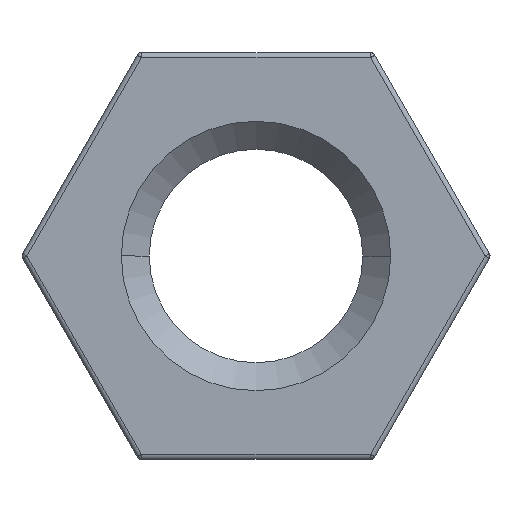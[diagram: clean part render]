
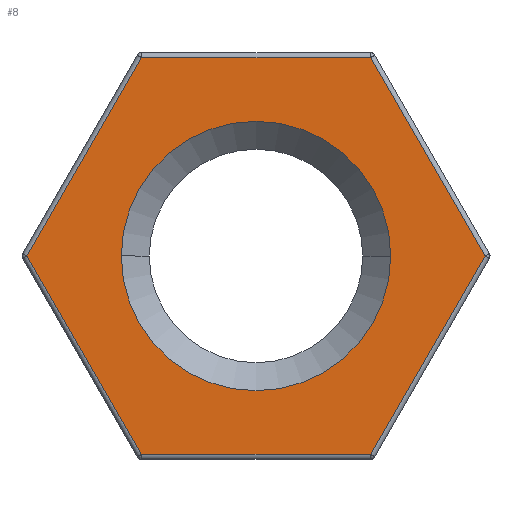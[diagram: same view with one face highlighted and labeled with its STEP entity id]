
A CAD part, left-side view. The second image highlights one B-rep face of the part: STEP entity #8.
In plain terms, the highlighted planar face has unit normal (-1, 0, 0).
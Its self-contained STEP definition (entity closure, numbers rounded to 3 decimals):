
#8 = ADVANCED_FACE ( 'NONE', ( #477, #473 ), #1108, .F. ) ;
#36 = EDGE_CURVE ( 'NONE', #866, #880, #428, .T. ) ;
#39 = VERTEX_POINT ( 'NONE', #366 ) ;
#44 = VECTOR ( 'NONE', #268, 1000. ) ;
#60 = VECTOR ( 'NONE', #668, 1000. ) ;
#78 = AXIS2_PLACEMENT_3D ( 'NONE', #362, #371, #347 ) ;
#79 = LINE ( 'NONE', #660, #60 ) ;
#101 = EDGE_CURVE ( 'NONE', #887, #537, #351, .T. ) ;
#103 = VECTOR ( 'NONE', #317, 1000. ) ;
#113 = LINE ( 'NONE', #323, #103 ) ;
#124 = DIRECTION ( 'NONE',  ( 0., 0.5, 0.866 ) ) ;
#159 = EDGE_CURVE ( 'NONE', #880, #866, #1099, .T. ) ;
#166 = EDGE_CURVE ( 'NONE', #975, #39, #254, .T. ) ;
#180 = EDGE_CURVE ( 'NONE', #674, #887, #216, .T. ) ;
#206 = VECTOR ( 'NONE', #525, 1000. ) ;
#216 = LINE ( 'NONE', #530, #206 ) ;
#218 = EDGE_CURVE ( 'NONE', #555, #975, #113, .T. ) ;
#229 = EDGE_CURVE ( 'NONE', #537, #555, #79, .T. ) ;
#242 = EDGE_CURVE ( 'NONE', #39, #674, #511, .T. ) ;
#251 = VECTOR ( 'NONE', #753, 1000. ) ;
#254 = LINE ( 'NONE', #756, #251 ) ;
#268 = DIRECTION ( 'NONE',  ( 0., -1., 0. ) ) ;
#317 = DIRECTION ( 'NONE',  ( 0., 0.5, -0.866 ) ) ;
#323 = CARTESIAN_POINT ( 'NONE',  ( 0., 3.377, 1.95 ) ) ;
#345 = VECTOR ( 'NONE', #124, 1000. ) ;
#347 = DIRECTION ( 'NONE',  ( 0., 1., 0. ) ) ;
#351 = LINE ( 'NONE', #1266, #345 ) ;
#362 = CARTESIAN_POINT ( 'NONE',  ( 0., 0., 0. ) ) ;
#366 = CARTESIAN_POINT ( 'NONE',  ( 0., 2.252, -3.9 ) ) ;
#371 = DIRECTION ( 'NONE',  ( 1., 0., 0. ) ) ;
#428 = CIRCLE ( 'NONE', #78, 2.65 ) ;
#473 = FACE_BOUND ( 'NONE', #659, .T. ) ;
#477 = FACE_OUTER_BOUND ( 'NONE', #662, .T. ) ;
#511 = LINE ( 'NONE', #651, #44 ) ;
#525 = DIRECTION ( 'NONE',  ( 0., -0.5, 0.866 ) ) ;
#530 = CARTESIAN_POINT ( 'NONE',  ( 0., -3.377, -1.95 ) ) ;
#536 = ORIENTED_EDGE ( 'NONE', *, *, #101, .T. ) ;
#537 = VERTEX_POINT ( 'NONE', #1243 ) ;
#539 = CARTESIAN_POINT ( 'NONE',  ( 0., 2.252, 3.9 ) ) ;
#540 = ORIENTED_EDGE ( 'NONE', *, *, #229, .T. ) ;
#541 = ORIENTED_EDGE ( 'NONE', *, *, #218, .T. ) ;
#546 = ORIENTED_EDGE ( 'NONE', *, *, #166, .T. ) ;
#551 = CARTESIAN_POINT ( 'NONE',  ( 0., -2.65, 0. ) ) ;
#555 = VERTEX_POINT ( 'NONE', #539 ) ;
#557 = ORIENTED_EDGE ( 'NONE', *, *, #180, .T. ) ;
#561 = ORIENTED_EDGE ( 'NONE', *, *, #159, .T. ) ;
#563 = ORIENTED_EDGE ( 'NONE', *, *, #36, .T. ) ;
#617 = ORIENTED_EDGE ( 'NONE', *, *, #242, .T. ) ;
#620 = CARTESIAN_POINT ( 'NONE',  ( 0., 0., 0. ) ) ;
#651 = CARTESIAN_POINT ( 'NONE',  ( 0., 0., -3.9 ) ) ;
#659 = EDGE_LOOP ( 'NONE', ( #561, #563 ) ) ;
#660 = CARTESIAN_POINT ( 'NONE',  ( 0., 0., 3.9 ) ) ;
#662 = EDGE_LOOP ( 'NONE', ( #536, #540, #541, #546, #617, #557 ) ) ;
#668 = DIRECTION ( 'NONE',  ( 0., 1., 0. ) ) ;
#674 = VERTEX_POINT ( 'NONE', #1155 ) ;
#753 = DIRECTION ( 'NONE',  ( 0., -0.5, -0.866 ) ) ;
#756 = CARTESIAN_POINT ( 'NONE',  ( 0., 3.377, -1.95 ) ) ;
#758 = DIRECTION ( 'NONE',  ( 0., 1., 0. ) ) ;
#760 = DIRECTION ( 'NONE',  ( 1., 0., 0. ) ) ;
#763 = CARTESIAN_POINT ( 'NONE',  ( 0., 0., 0. ) ) ;
#816 = CARTESIAN_POINT ( 'NONE',  ( 0., -4.503, 0. ) ) ;
#866 = VERTEX_POINT ( 'NONE', #551 ) ;
#874 = DIRECTION ( 'NONE',  ( 0., 1., 0. ) ) ;
#880 = VERTEX_POINT ( 'NONE', #953 ) ;
#887 = VERTEX_POINT ( 'NONE', #816 ) ;
#936 = DIRECTION ( 'NONE',  ( 1., 0., 0. ) ) ;
#953 = CARTESIAN_POINT ( 'NONE',  ( 0., 2.65, 0. ) ) ;
#959 = CARTESIAN_POINT ( 'NONE',  ( 0., 4.503, 0. ) ) ;
#975 = VERTEX_POINT ( 'NONE', #959 ) ;
#1001 = AXIS2_PLACEMENT_3D ( 'NONE', #763, #760, #758 ) ;
#1099 = CIRCLE ( 'NONE', #1001, 2.65 ) ;
#1108 = PLANE ( 'NONE',  #1171 ) ;
#1155 = CARTESIAN_POINT ( 'NONE',  ( 0., -2.252, -3.9 ) ) ;
#1171 = AXIS2_PLACEMENT_3D ( 'NONE', #620, #936, #874 ) ;
#1243 = CARTESIAN_POINT ( 'NONE',  ( 0., -2.252, 3.9 ) ) ;
#1266 = CARTESIAN_POINT ( 'NONE',  ( 0., -3.377, 1.95 ) ) ;
